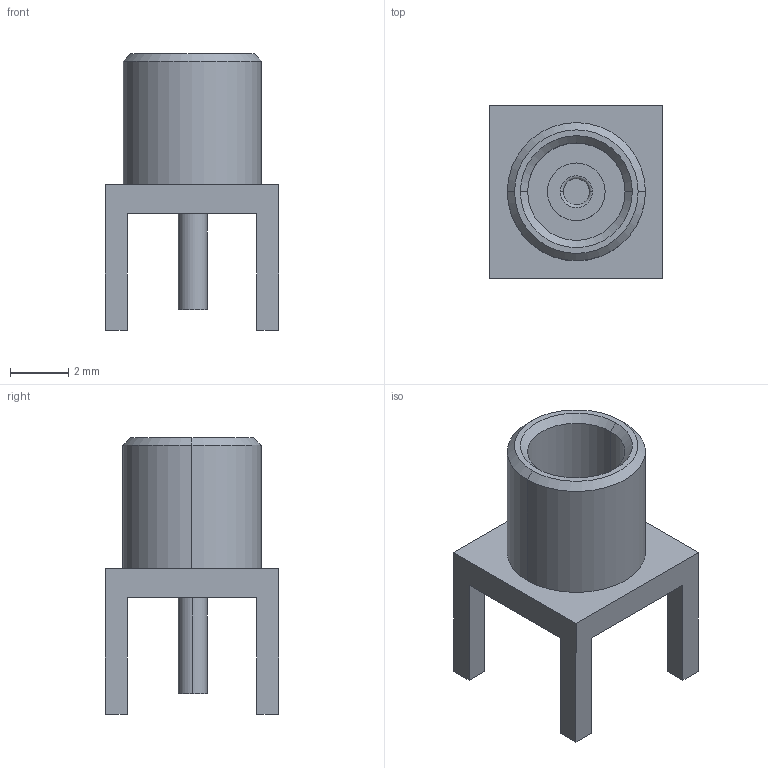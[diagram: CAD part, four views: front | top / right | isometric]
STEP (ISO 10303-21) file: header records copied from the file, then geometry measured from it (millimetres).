
FILE_DESCRIPTION (( 'STEP AP214' ), '1' );
FILE_NAME ('User Library-Electronic Components.STEP', '2019-11-22T13:16:53', ( '' ), ( '' ), 'SwSTEP 2.0', 'SolidWorks 2019', '' );
FILE_SCHEMA (( 'AUTOMOTIVE_DESIGN' ));
Length unit declared in the file: millimetre
Products named in the file (1): User Library-Electronic Components
Bounding box: 5.95 x 5.95 x 9.5 mm (x, y, z)
Volume: 90.2 mm3; surface area: 289.5 mm2
Topology: 1 solids, 1 shells, 39 faces, 90 edges, 58 vertices
Faces by surface type: plane 23, cylinder 10, cone 4, torus 2
Entity records: 1435 total; most frequent: DIRECTION 198, CARTESIAN_POINT 188, ORIENTED_EDGE 180, EDGE_CURVE 90, AXIS2_PLACEMENT_3D 68, VECTOR 62, LINE 62, VERTEX_POINT 58
